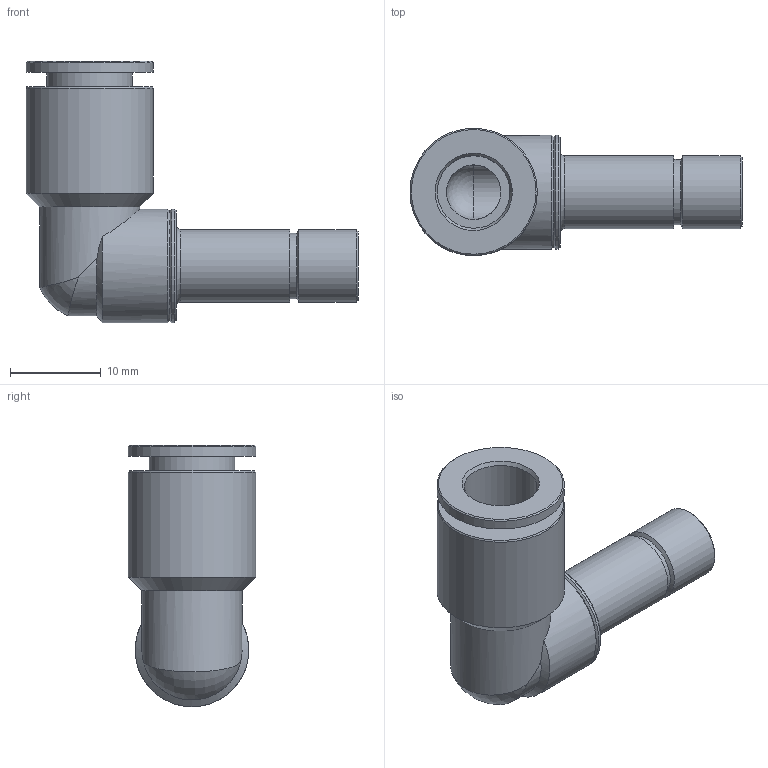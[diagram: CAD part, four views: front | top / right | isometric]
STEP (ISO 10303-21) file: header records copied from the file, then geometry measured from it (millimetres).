
FILE_DESCRIPTION(/* description */ ('STEP AP214'),/* implementation_level */ '2;1');
FILE_NAME(/* name */ '558783_NPQM-L-Q8-S8-P10',/* time_stamp */ '2024-09-13T06:41:16+02:00',/* author */ ('License CC BY-ND 4.0'),/* organization */ ('CADENAS'),/* preprocessor_version */ 'ST-DEVELOPER v19.3',/* originating_system */ 'PARTsolutions',/* authorisation */ ' ');
FILE_SCHEMA (('AUTOMOTIVE_DESIGN {1 0 10303 214 3 1 1}'));
Length unit declared in the file: millimetre
Products named in the file (1): 558783 NPQM-L-Q8-S8-P10
Bounding box: 36.5 x 14 x 28.75 mm (x, y, z)
Volume: 3158.6 mm3; surface area: 3227 mm2
Topology: 1 solids, 1 shells, 34 faces, 68 edges, 40 vertices
Faces by surface type: cylinder 13, cone 11, plane 7, torus 2, sphere 1
Full cylindrical faces by diameter (mm): 6 x2, 7.2 x1, 8 x3, 9.4 x1, 11 x1, 12.5 x2, 14 x2
Entity records: 779 total; most frequent: CARTESIAN_POINT 143, DIRECTION 140, ORIENTED_EDGE 80, AXIS2_PLACEMENT_3D 70, EDGE_LOOP 64, FACE_BOUND 64, EDGE_CURVE 40, VERTEX_POINT 36
